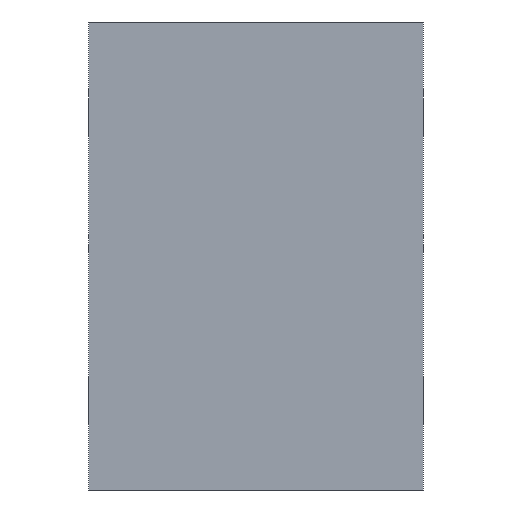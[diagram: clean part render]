
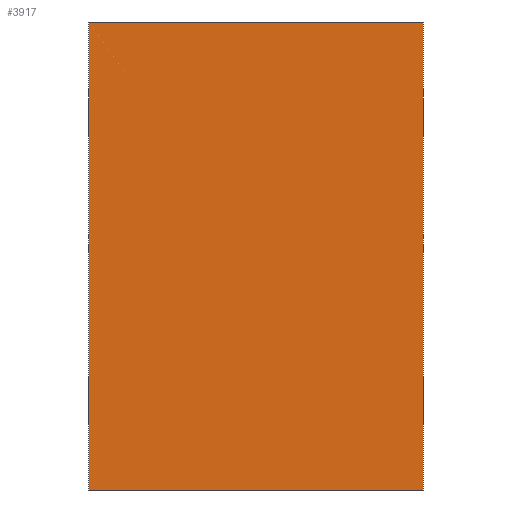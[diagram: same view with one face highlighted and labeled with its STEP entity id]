
A CAD part, left-side view. The second image highlights one B-rep face of the part: STEP entity #3917.
In plain terms, the highlighted planar face has unit normal (-1, 0, 0).
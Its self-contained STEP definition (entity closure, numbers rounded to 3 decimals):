
#710=ORIENTED_EDGE('',*,*,#1556,.F.);
#711=ORIENTED_EDGE('',*,*,#1562,.F.);
#712=ORIENTED_EDGE('',*,*,#1560,.F.);
#713=ORIENTED_EDGE('',*,*,#1558,.F.);
#1556=EDGE_CURVE('',#2032,#2033,#2472,.T.);
#1558=EDGE_CURVE('',#2033,#2034,#2474,.T.);
#1560=EDGE_CURVE('',#2034,#2035,#2476,.T.);
#1562=EDGE_CURVE('',#2035,#2032,#2478,.T.);
#2032=VERTEX_POINT('',#6712);
#2033=VERTEX_POINT('',#6714);
#2034=VERTEX_POINT('',#6718);
#2035=VERTEX_POINT('',#6722);
#2472=LINE('',#6713,#2974);
#2474=LINE('',#6717,#2976);
#2476=LINE('',#6721,#2978);
#2478=LINE('',#6725,#2980);
#2974=VECTOR('',#5596,1000.);
#2976=VECTOR('',#5600,1000.);
#2978=VECTOR('',#5604,1000.);
#2980=VECTOR('',#5608,1000.);
#3328=EDGE_LOOP('',(#710,#711,#712,#713));
#3540=FACE_BOUND('',#3328,.T.);
#3729=PLANE('',#4945);
#3917=ADVANCED_FACE('',(#3540),#3729,.F.);
#4945=AXIS2_PLACEMENT_3D('',#6726,#5609,#5610);
#5596=DIRECTION('',(0.,-1.,0.));
#5600=DIRECTION('',(0.,0.,-1.));
#5604=DIRECTION('',(0.,1.,0.));
#5608=DIRECTION('',(0.,0.,1.));
#5609=DIRECTION('',(1.,0.,0.));
#5610=DIRECTION('',(0.,1.,0.));
#6712=CARTESIAN_POINT('',(0.,1.25,1.75));
#6713=CARTESIAN_POINT('',(0.,1.25,1.75));
#6714=CARTESIAN_POINT('',(0.,-1.25,1.75));
#6717=CARTESIAN_POINT('',(0.,-1.25,1.75));
#6718=CARTESIAN_POINT('',(0.,-1.25,-1.75));
#6721=CARTESIAN_POINT('',(0.,-1.25,-1.75));
#6722=CARTESIAN_POINT('',(0.,1.25,-1.75));
#6725=CARTESIAN_POINT('',(0.,1.25,-1.75));
#6726=CARTESIAN_POINT('',(0.,0.,0.));
